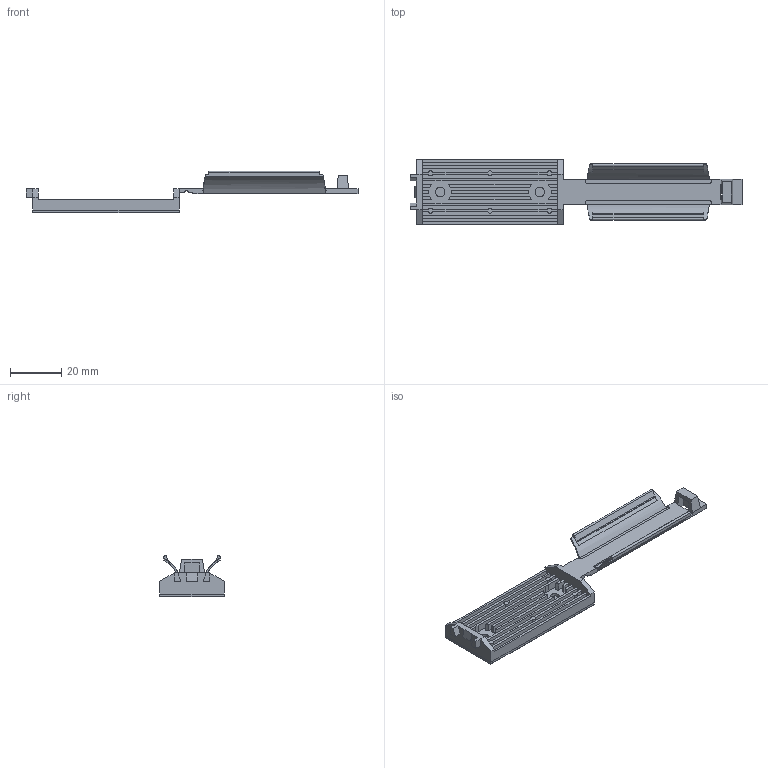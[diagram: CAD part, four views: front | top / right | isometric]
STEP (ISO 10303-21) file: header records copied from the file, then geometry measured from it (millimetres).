
FILE_DESCRIPTION( ( 'Unknown' ), '1' );
FILE_NAME( '524235000.stp', 'Unknown', ( 'Unknown' ), ( 'Unknown' ), 'PSStep 21.0.46', 'Unknown', ' ' );
FILE_SCHEMA( ( 'AUTOMOTIVE_DESIGN { 1 0 10303 214 1 1 1 1 }' ) );
Length unit declared in the file: millimetre
Products named in the file (4): Assem1; 524235000; Adhesive_tape; Release_tape
Assembly tree (3 placements, depth 2):
  Assem1
    524235000
    Adhesive_tape
    Release_tape
Bounding box: 129.95 x 25.4 x 16.1 mm (x, y, z)
Volume: 7456.7 mm3; surface area: 16767.5 mm2
Topology: 3 solids, 3 shells, 202 faces, 554 edges, 362 vertices
Faces by surface type: plane 157, cylinder 45
Full cylindrical faces by diameter (mm): 3.7 x2
Entity records: 8026 total; most frequent: CARTESIAN_POINT 1156, ORIENTED_EDGE 1100, DIRECTION 1044, EDGE_CURVE 550, LINE 452, VECTOR 452, VERTEX_POINT 360, AXIS2_PLACEMENT_3D 296
